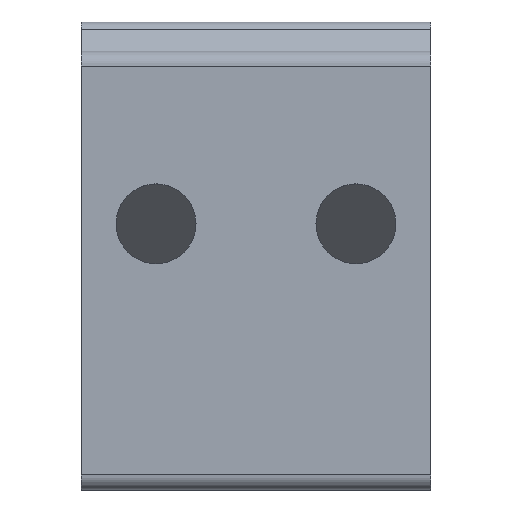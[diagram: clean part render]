
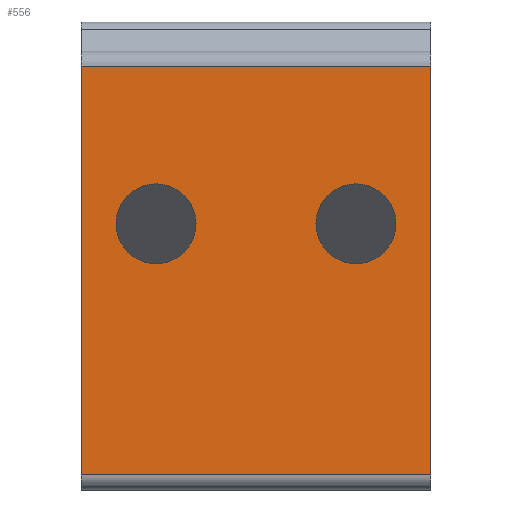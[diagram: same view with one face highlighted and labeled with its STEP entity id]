
A CAD part, top view. The second image highlights one B-rep face of the part: STEP entity #556.
In plain terms, the highlighted planar face has unit normal (0, 0, 1).
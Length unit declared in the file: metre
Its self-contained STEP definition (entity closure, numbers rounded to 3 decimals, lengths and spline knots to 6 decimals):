
#14=CIRCLE('',#602,0.0016);
#15=CIRCLE('',#603,0.0016);
#92=ORIENTED_EDGE('',*,*,#256,.F.);
#93=ORIENTED_EDGE('',*,*,#257,.F.);
#94=ORIENTED_EDGE('',*,*,#258,.T.);
#95=ORIENTED_EDGE('',*,*,#259,.T.);
#96=ORIENTED_EDGE('',*,*,#260,.F.);
#97=ORIENTED_EDGE('',*,*,#261,.T.);
#256=EDGE_CURVE('',#338,#338,#14,.T.);
#257=EDGE_CURVE('',#339,#339,#15,.T.);
#258=EDGE_CURVE('',#340,#341,#392,.T.);
#259=EDGE_CURVE('',#341,#342,#393,.F.);
#260=EDGE_CURVE('',#343,#342,#394,.T.);
#261=EDGE_CURVE('',#343,#340,#395,.T.);
#338=VERTEX_POINT('',#904);
#339=VERTEX_POINT('',#906);
#340=VERTEX_POINT('',#908);
#341=VERTEX_POINT('',#909);
#342=VERTEX_POINT('',#911);
#343=VERTEX_POINT('',#913);
#392=LINE('',#907,#442);
#393=LINE('',#910,#443);
#394=LINE('',#912,#444);
#395=LINE('',#914,#445);
#442=VECTOR('',#711,1.);
#443=VECTOR('',#712,1.);
#444=VECTOR('',#713,1.);
#445=VECTOR('',#714,1.);
#470=EDGE_LOOP('',(#92));
#471=EDGE_LOOP('',(#93));
#472=EDGE_LOOP('',(#94,#95,#96,#97));
#506=FACE_BOUND('',#470,.T.);
#507=FACE_BOUND('',#471,.T.);
#508=FACE_BOUND('',#472,.T.);
#541=PLANE('',#601);
#556=ADVANCED_FACE('',(#506,#507,#508),#541,.F.);
#601=AXIS2_PLACEMENT_3D('',#902,#705,#706);
#602=AXIS2_PLACEMENT_3D('',#903,#707,#708);
#603=AXIS2_PLACEMENT_3D('',#905,#709,#710);
#705=DIRECTION('',(0.,0.,-1.));
#706=DIRECTION('',(0.,1.,0.));
#707=DIRECTION('',(0.,0.,1.));
#708=DIRECTION('',(0.,-1.,0.));
#709=DIRECTION('',(0.,0.,1.));
#710=DIRECTION('',(0.,-1.,0.));
#711=DIRECTION('',(0.,-1.,0.));
#712=DIRECTION('',(-1.,0.,0.));
#713=DIRECTION('',(0.,-1.,0.));
#714=DIRECTION('',(-1.,0.,0.));
#902=CARTESIAN_POINT('',(0.007,0.009,0.002));
#903=CARTESIAN_POINT('',(-0.004,0.010648,0.002));
#904=CARTESIAN_POINT('',(-0.004,0.009048,0.002));
#905=CARTESIAN_POINT('',(0.004,0.010648,0.002));
#906=CARTESIAN_POINT('',(0.004,0.009048,0.002));
#907=CARTESIAN_POINT('',(-0.007,0.009,0.002));
#908=CARTESIAN_POINT('',(-0.007,0.016961,0.002));
#909=CARTESIAN_POINT('',(-0.007,0.0006,0.002));
#910=CARTESIAN_POINT('',(0.007,0.0006,0.002));
#911=CARTESIAN_POINT('',(0.007,0.0006,0.002));
#912=CARTESIAN_POINT('',(0.007,0.009,0.002));
#913=CARTESIAN_POINT('',(0.007,0.016961,0.002));
#914=CARTESIAN_POINT('',(0.007,0.016961,0.002));
